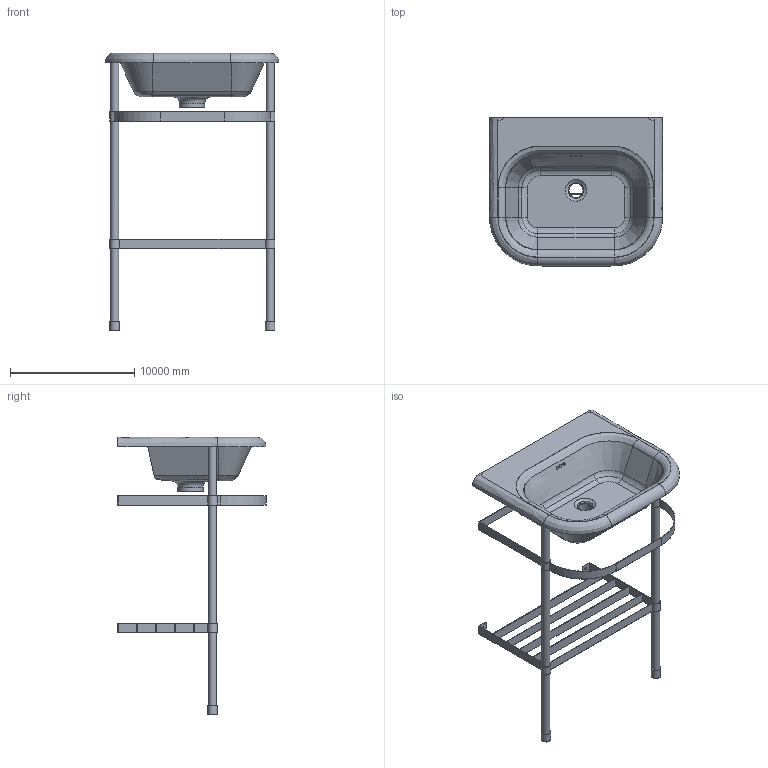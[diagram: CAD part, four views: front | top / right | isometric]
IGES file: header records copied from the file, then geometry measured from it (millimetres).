
Global section: file name: 7855; native system: AutoCAD 2016 - English; preprocessor: Autodesk Translation Framework DWG producer (atf_dwg_producer); organization: unknown; date: 20161027.161636; units: inch
Bounding box: 13958.81 x 11938 x 22351.75 mm (x, y, z)
Volume: 114663448880.1 mm3; surface area: 808010706.5 mm2
Topology: 23 solids, 23 shells, 219 faces, 514 edges, 345 vertices
Faces by surface type: bspline 219
